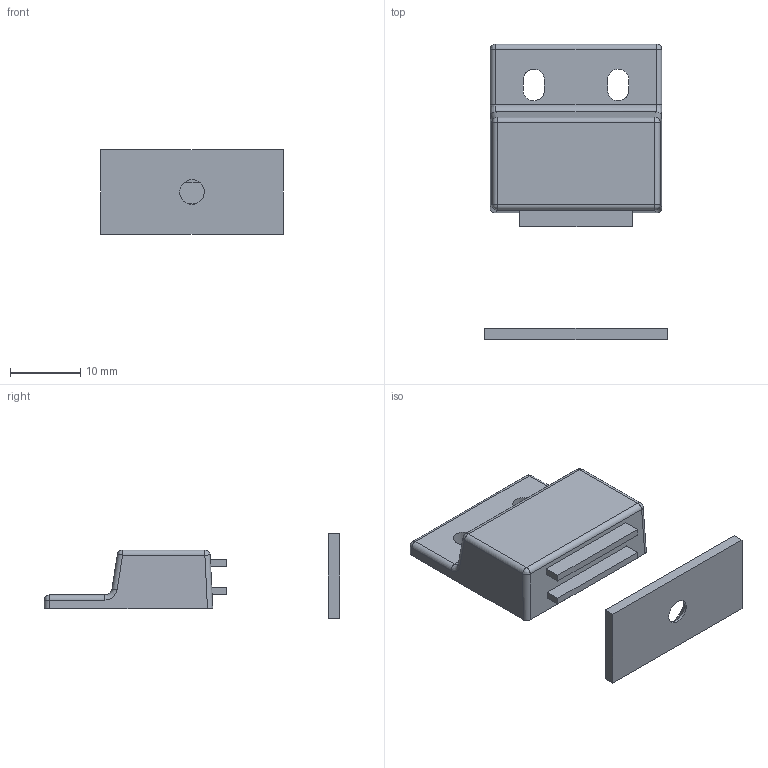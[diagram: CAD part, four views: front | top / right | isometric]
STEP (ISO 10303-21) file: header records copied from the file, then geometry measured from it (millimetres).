
FILE_DESCRIPTION((''),'2;1');
FILE_NAME('','2011-04-26T15:51:06',(''),(''),'','CADfix','');
FILE_SCHEMA(('AUTOMOTIVE_DESIGN { 1 0 10303 214 1 1 1 1 }'));
Length unit declared in the file: millimetre
Bounding box: 26 x 42.1 x 12 mm (x, y, z)
Volume: 2292.2 mm3; surface area: 4806.7 mm2
Topology: 5 solids, 5 shells, 102 faces, 281 edges, 192 vertices
Faces by surface type: bspline 102
Entity records: 4143 total; most frequent: CARTESIAN_POINT 2348, ORIENTED_EDGE 562, EDGE_CURVE 281, VERTEX_POINT 192, QUASI_UNIFORM_CURVE 177, EDGE_LOOP 119, B_SPLINE_CURVE_WITH_KNOTS 104, FACE_OUTER_BOUND 102
